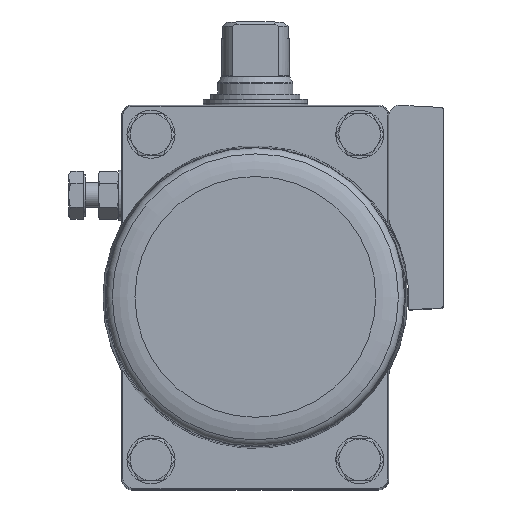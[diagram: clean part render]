
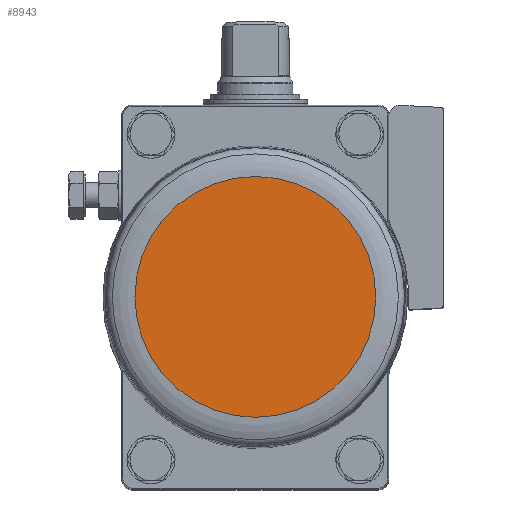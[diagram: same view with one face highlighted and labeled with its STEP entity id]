
A CAD part, top view. The second image highlights one B-rep face of the part: STEP entity #8943.
In plain terms, the highlighted planar face has unit normal (0, 0, 1).
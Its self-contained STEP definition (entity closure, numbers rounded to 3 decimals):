
#3115=ORIENTED_EDGE('',*,*,#4867,.T.);
#4867=EDGE_CURVE('',#5881,#5881,#6477,.T.);
#5881=VERTEX_POINT('',#14939);
#6477=CIRCLE('',#9877,28.85);
#7155=EDGE_LOOP('',(#3115));
#7971=FACE_BOUND('',#7155,.T.);
#8462=PLANE('',#9878);
#8943=ADVANCED_FACE('',(#7971),#8462,.F.);
#9877=AXIS2_PLACEMENT_3D('',#14938,#11915,#11916);
#9878=AXIS2_PLACEMENT_3D('',#14940,#11917,#11918);
#11915=DIRECTION('',(0.,0.,1.));
#11916=DIRECTION('',(1.,0.,0.));
#11917=DIRECTION('',(0.,0.,-1.));
#11918=DIRECTION('',(-1.,0.,0.));
#14938=CARTESIAN_POINT('',(0.,0.,85.2));
#14939=CARTESIAN_POINT('',(28.85,0.,85.2));
#14940=CARTESIAN_POINT('',(28.85,0.,85.2));
